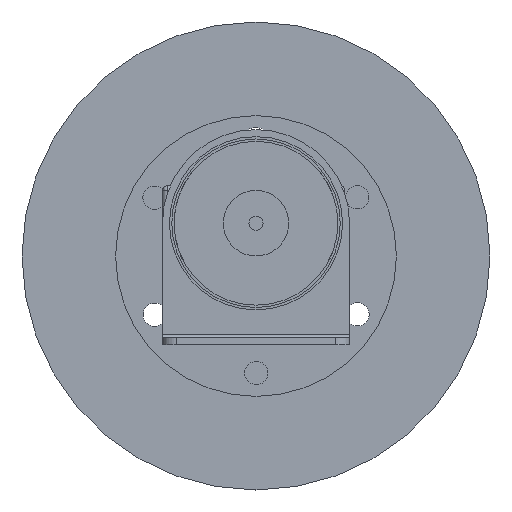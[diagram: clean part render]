
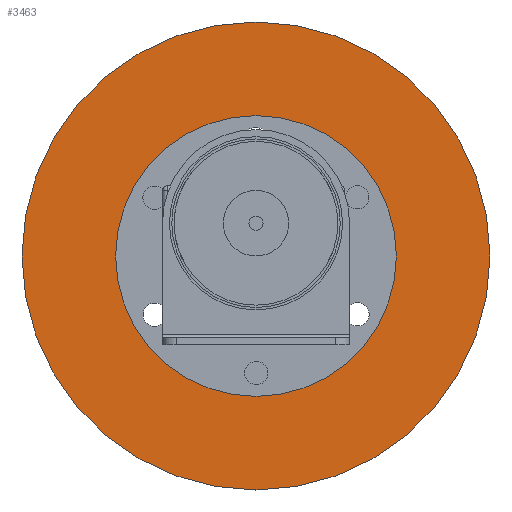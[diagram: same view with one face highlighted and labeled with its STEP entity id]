
A CAD part, front view. The second image highlights one B-rep face of the part: STEP entity #3463.
In plain terms, the highlighted face is planar.
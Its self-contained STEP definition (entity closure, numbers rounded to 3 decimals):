
#165=FACE_BOUND('',#709,.T.);
#166=FACE_BOUND('',#710,.T.);
#167=FACE_BOUND('',#711,.T.);
#168=FACE_BOUND('',#712,.T.);
#169=FACE_BOUND('',#713,.T.);
#170=FACE_BOUND('',#714,.T.);
#171=FACE_BOUND('',#715,.T.);
#290=PLANE('',#3921);
#440=FACE_OUTER_BOUND('',#708,.T.);
#708=EDGE_LOOP('',(#2741));
#709=EDGE_LOOP('',(#2742));
#710=EDGE_LOOP('',(#2743));
#711=EDGE_LOOP('',(#2744));
#712=EDGE_LOOP('',(#2745));
#713=EDGE_LOOP('',(#2746));
#714=EDGE_LOOP('',(#2747));
#715=EDGE_LOOP('',(#2748));
#1406=CIRCLE('',#3899,11.);
#1408=CIRCLE('',#3902,2.5);
#1410=CIRCLE('',#3905,2.5);
#1412=CIRCLE('',#3908,2.5);
#1414=CIRCLE('',#3911,2.5);
#1416=CIRCLE('',#3914,2.5);
#1418=CIRCLE('',#3917,2.5);
#1419=CIRCLE('',#3919,50.);
#1673=VERTEX_POINT('',#5848);
#1675=VERTEX_POINT('',#5854);
#1677=VERTEX_POINT('',#5860);
#1679=VERTEX_POINT('',#5866);
#1681=VERTEX_POINT('',#5872);
#1683=VERTEX_POINT('',#5878);
#1685=VERTEX_POINT('',#5884);
#1686=VERTEX_POINT('',#5888);
#2039=EDGE_CURVE('',#1673,#1673,#1406,.T.);
#2042=EDGE_CURVE('',#1675,#1675,#1408,.T.);
#2045=EDGE_CURVE('',#1677,#1677,#1410,.T.);
#2048=EDGE_CURVE('',#1679,#1679,#1412,.T.);
#2051=EDGE_CURVE('',#1681,#1681,#1414,.T.);
#2054=EDGE_CURVE('',#1683,#1683,#1416,.T.);
#2057=EDGE_CURVE('',#1685,#1685,#1418,.T.);
#2058=EDGE_CURVE('',#1686,#1686,#1419,.T.);
#2741=ORIENTED_EDGE('',*,*,#2058,.T.);
#2742=ORIENTED_EDGE('',*,*,#2039,.T.);
#2743=ORIENTED_EDGE('',*,*,#2042,.T.);
#2744=ORIENTED_EDGE('',*,*,#2045,.T.);
#2745=ORIENTED_EDGE('',*,*,#2048,.T.);
#2746=ORIENTED_EDGE('',*,*,#2051,.T.);
#2747=ORIENTED_EDGE('',*,*,#2054,.T.);
#2748=ORIENTED_EDGE('',*,*,#2057,.T.);
#3463=ADVANCED_FACE('',(#440,#165,#166,#167,#168,#169,#170,#171),#290,.T.);
#3899=AXIS2_PLACEMENT_3D('',#5850,#4710,#4711);
#3902=AXIS2_PLACEMENT_3D('',#5856,#4717,#4718);
#3905=AXIS2_PLACEMENT_3D('',#5862,#4724,#4725);
#3908=AXIS2_PLACEMENT_3D('',#5868,#4731,#4732);
#3911=AXIS2_PLACEMENT_3D('',#5874,#4738,#4739);
#3914=AXIS2_PLACEMENT_3D('',#5880,#4745,#4746);
#3917=AXIS2_PLACEMENT_3D('',#5886,#4752,#4753);
#3919=AXIS2_PLACEMENT_3D('',#5889,#4756,#4757);
#3921=AXIS2_PLACEMENT_3D('',#5893,#4761,#4762);
#4710=DIRECTION('center_axis',(0.,0.,-1.));
#4711=DIRECTION('ref_axis',(1.,0.,0.));
#4717=DIRECTION('center_axis',(0.,0.,-1.));
#4718=DIRECTION('ref_axis',(1.,0.,0.));
#4724=DIRECTION('center_axis',(0.,0.,-1.));
#4725=DIRECTION('ref_axis',(1.,0.,0.));
#4731=DIRECTION('center_axis',(0.,0.,-1.));
#4732=DIRECTION('ref_axis',(1.,0.,0.));
#4738=DIRECTION('center_axis',(0.,0.,-1.));
#4739=DIRECTION('ref_axis',(1.,0.,0.));
#4745=DIRECTION('center_axis',(0.,0.,-1.));
#4746=DIRECTION('ref_axis',(1.,0.,0.));
#4752=DIRECTION('center_axis',(0.,0.,-1.));
#4753=DIRECTION('ref_axis',(1.,0.,0.));
#4756=DIRECTION('center_axis',(0.,0.,1.));
#4757=DIRECTION('ref_axis',(1.,0.,0.));
#4761=DIRECTION('center_axis',(0.,0.,1.));
#4762=DIRECTION('ref_axis',(1.,0.,0.));
#5848=CARTESIAN_POINT('',(-11.,0.,50.));
#5850=CARTESIAN_POINT('Origin',(0.,0.,50.));
#5854=CARTESIAN_POINT('',(-2.55,25.,50.));
#5856=CARTESIAN_POINT('Origin',(-0.05,25.,50.));
#5860=CARTESIAN_POINT('',(-2.45,-25.,50.));
#5862=CARTESIAN_POINT('Origin',(0.05,-25.,50.));
#5866=CARTESIAN_POINT('',(19.126,12.543,50.));
#5868=CARTESIAN_POINT('Origin',(21.626,12.543,50.));
#5872=CARTESIAN_POINT('',(-24.176,12.457,50.));
#5874=CARTESIAN_POINT('Origin',(-21.676,12.457,50.));
#5878=CARTESIAN_POINT('',(-24.126,-12.543,50.));
#5880=CARTESIAN_POINT('Origin',(-21.626,-12.543,50.));
#5884=CARTESIAN_POINT('',(19.176,-12.457,50.));
#5886=CARTESIAN_POINT('Origin',(21.676,-12.457,50.));
#5888=CARTESIAN_POINT('',(-50.,0.,50.));
#5889=CARTESIAN_POINT('Origin',(0.,0.,50.));
#5893=CARTESIAN_POINT('Origin',(0.,0.,50.));
